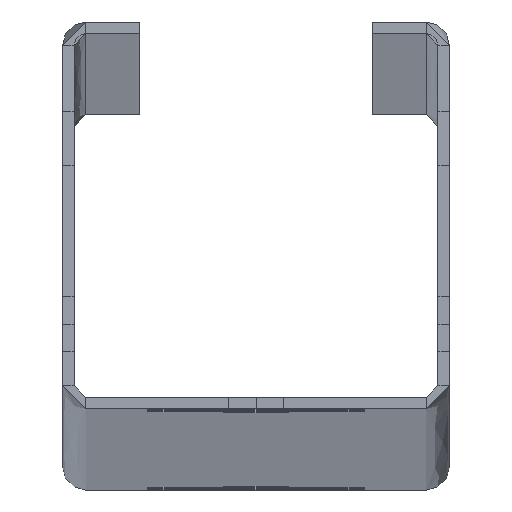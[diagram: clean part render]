
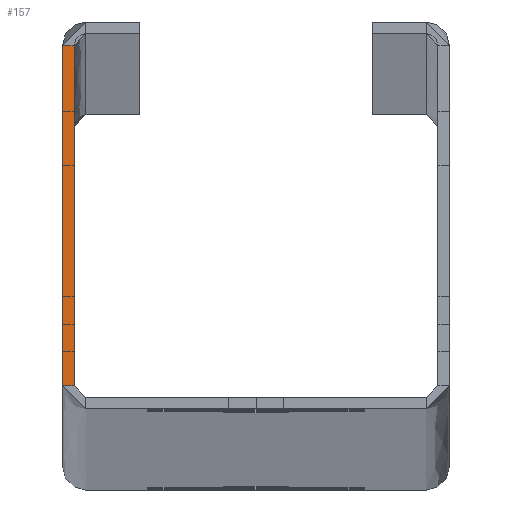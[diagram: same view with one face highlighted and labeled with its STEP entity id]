
A CAD part, top view. The second image highlights one B-rep face of the part: STEP entity #157.
In plain terms, the highlighted planar face has unit normal (0, 0, 1).
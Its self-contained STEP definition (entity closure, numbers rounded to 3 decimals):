
#157=ADVANCED_FACE('',(#546),#6712,.T.);
#546=FACE_OUTER_BOUND('',#975,.T.);
#975=EDGE_LOOP('',(#1695,#1696,#1697,#1698));
#1695=ORIENTED_EDGE('',*,*,#3815,.T.);
#1696=ORIENTED_EDGE('',*,*,#3814,.F.);
#1697=ORIENTED_EDGE('',*,*,#3817,.T.);
#1698=ORIENTED_EDGE('',*,*,#3816,.T.);
#3814=EDGE_CURVE('',#6188,#6189,#4939,.T.);
#3815=EDGE_CURVE('',#6190,#6189,#4940,.T.);
#3816=EDGE_CURVE('',#6191,#6190,#4941,.T.);
#3817=EDGE_CURVE('',#6188,#6191,#4942,.T.);
#4939=B_SPLINE_CURVE_WITH_KNOTS('',1,(#12355,#12356),.UNSPECIFIED.,.F.,
 .F.,(2,2),(0.,1.5),.UNSPECIFIED.);
#4940=B_SPLINE_CURVE_WITH_KNOTS('',1,(#12357,#12358),.UNSPECIFIED.,.F.,
 .F.,(2,2),(0.,44.),.UNSPECIFIED.);
#4941=B_SPLINE_CURVE_WITH_KNOTS('',1,(#12359,#12360),.UNSPECIFIED.,.F.,
 .F.,(2,2),(-1.5,0.),.UNSPECIFIED.);
#4942=B_SPLINE_CURVE_WITH_KNOTS('',1,(#12361,#12362),.UNSPECIFIED.,.F.,
 .F.,(2,2),(-44.,0.),.UNSPECIFIED.);
#6188=VERTEX_POINT('',#11611);
#6189=VERTEX_POINT('',#11612);
#6190=VERTEX_POINT('',#11613);
#6191=VERTEX_POINT('',#11614);
#6712=PLANE('',#7121);
#7121=AXIS2_PLACEMENT_3D('',#7503,#7300,$);
#7300=DIRECTION('',(0.,0.,1.));
#7503=CARTESIAN_POINT('',(-28.751,-5.001,3000.));
#11611=CARTESIAN_POINT('',(-23.5,3.,3000.));
#11612=CARTESIAN_POINT('',(-25.,3.,3000.));
#11613=CARTESIAN_POINT('',(-25.,47.,3000.));
#11614=CARTESIAN_POINT('',(-23.5,47.,3000.));
#12355=CARTESIAN_POINT('',(-23.5,3.,3000.));
#12356=CARTESIAN_POINT('',(-25.,3.,3000.));
#12357=CARTESIAN_POINT('',(-25.,47.,3000.));
#12358=CARTESIAN_POINT('',(-25.,3.,3000.));
#12359=CARTESIAN_POINT('',(-23.5,47.,3000.));
#12360=CARTESIAN_POINT('',(-25.,47.,3000.));
#12361=CARTESIAN_POINT('',(-23.5,3.,3000.));
#12362=CARTESIAN_POINT('',(-23.5,47.,3000.));
